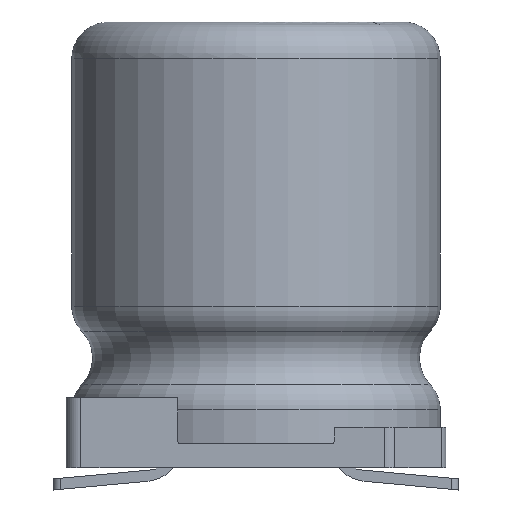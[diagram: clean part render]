
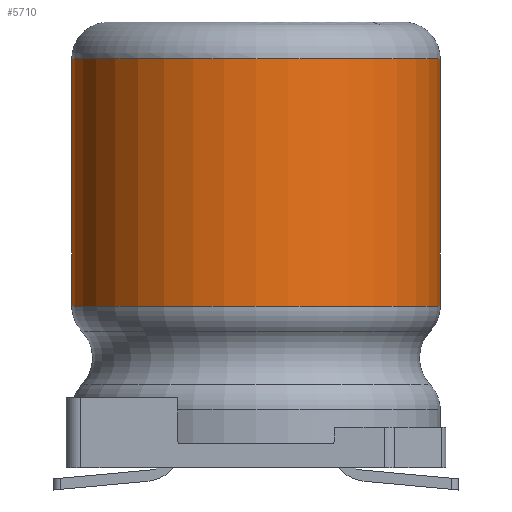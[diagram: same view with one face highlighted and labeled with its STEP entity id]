
A CAD part, front view. The second image highlights one B-rep face of the part: STEP entity #5710.
In plain terms, the highlighted cylindrical face has radius 5 mm (diameter 10 mm), a full revolution.
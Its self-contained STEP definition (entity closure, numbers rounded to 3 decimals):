
#211=FACE_BOUND('',#730,.T.);
#295=CIRCLE('',#6089,5.);
#296=CIRCLE('',#6091,5.);
#343=CYLINDRICAL_SURFACE('',#6090,5.);
#393=FACE_OUTER_BOUND('',#729,.T.);
#729=EDGE_LOOP('',(#3891));
#730=EDGE_LOOP('',(#3892));
#2415=VERTEX_POINT('',#7871);
#2416=VERTEX_POINT('',#7874);
#2994=EDGE_CURVE('',#2415,#2415,#295,.T.);
#2995=EDGE_CURVE('',#2416,#2416,#296,.T.);
#3891=ORIENTED_EDGE('',*,*,#2995,.F.);
#3892=ORIENTED_EDGE('',*,*,#2994,.F.);
#5710=ADVANCED_FACE('',(#393,#211),#343,.T.);
#6089=AXIS2_PLACEMENT_3D('',#7872,#6528,#6529);
#6090=AXIS2_PLACEMENT_3D('',#7873,#6530,#6531);
#6091=AXIS2_PLACEMENT_3D('',#7875,#6532,#6533);
#6528=DIRECTION('center_axis',(0.,0.,-1.));
#6529=DIRECTION('ref_axis',(0.,-1.,0.));
#6530=DIRECTION('center_axis',(0.,0.,1.));
#6531=DIRECTION('ref_axis',(-1.,0.,0.));
#6532=DIRECTION('center_axis',(0.,0.,1.));
#6533=DIRECTION('ref_axis',(-1.,0.,0.));
#7871=CARTESIAN_POINT('',(0.,5.,4.993));
#7872=CARTESIAN_POINT('Origin',(0.,0.,4.993));
#7873=CARTESIAN_POINT('Origin',(0.,0.,1.25));
#7874=CARTESIAN_POINT('',(5.,0.,11.7));
#7875=CARTESIAN_POINT('Origin',(0.,0.,11.7));
